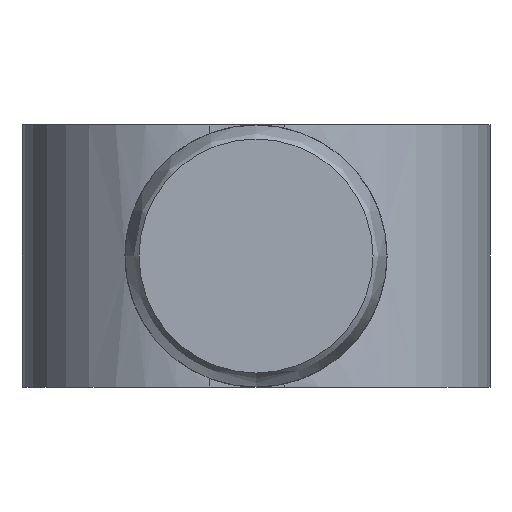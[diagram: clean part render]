
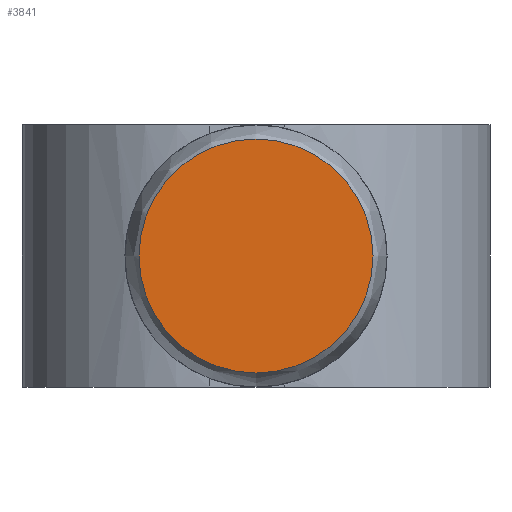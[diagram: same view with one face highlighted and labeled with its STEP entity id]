
A CAD part, left-side view. The second image highlights one B-rep face of the part: STEP entity #3841.
In plain terms, the highlighted planar face has unit normal (-1, 0, 0).
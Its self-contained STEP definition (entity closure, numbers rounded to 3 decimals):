
#849=PLANE($,#4073);
#1204=FACE_OUTER_BOUND($,#1426,.T.);
#1426=EDGE_LOOP($,(#2681));
#1669=CIRCLE($,#4065,6.25);
#1690=VERTEX_POINT($,#4859);
#2083=EDGE_CURVE($,#1690,#1690,#1669,.T.);
#2681=ORIENTED_EDGE($,*,*,#2083,.F.);
#3841=ADVANCED_FACE($,(#1204),#849,.F.);
#4065=AXIS2_PLACEMENT_3D($,#4860,#4213,#4214);
#4073=AXIS2_PLACEMENT_3D($,#4943,#4229,#4230);
#4213=DIRECTION('center_axis',(1.,0.,0.));
#4214=DIRECTION('ref_axis',(0.,0.,-1.));
#4229=DIRECTION('center_axis',(1.,0.,0.));
#4230=DIRECTION('ref_axis',(0.,0.,-1.));
#4859=CARTESIAN_POINT('',(-118.5,0.,6.25));
#4860=CARTESIAN_POINT('Origin',(-118.5,0.,0.));
#4943=CARTESIAN_POINT('Origin',(-118.5,0.,0.));
